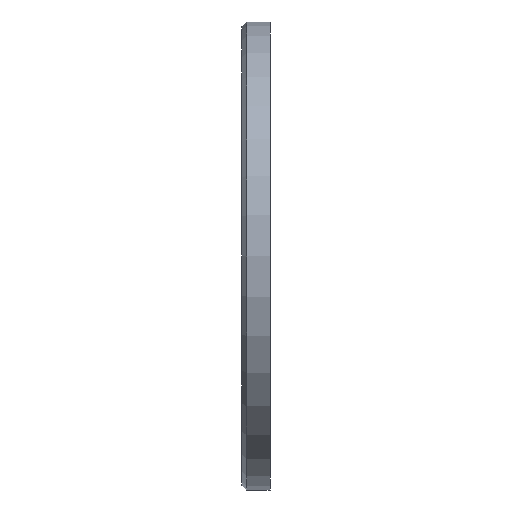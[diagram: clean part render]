
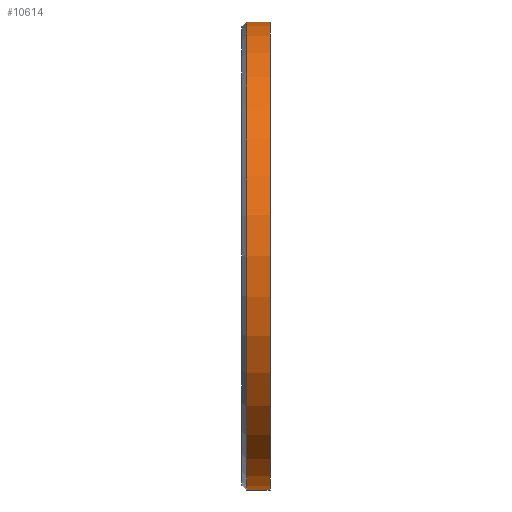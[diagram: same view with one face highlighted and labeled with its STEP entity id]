
A CAD part, left-side view. The second image highlights one B-rep face of the part: STEP entity #10614.
In plain terms, the highlighted cylindrical face has radius 50 mm (diameter 100 mm), a partial arc.
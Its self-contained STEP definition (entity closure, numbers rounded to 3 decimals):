
#173 = CARTESIAN_POINT ( 'NONE',  ( 0., 0., -50. ) ) ;
#391 = ORIENTED_EDGE ( 'NONE', *, *, #12905, .F. ) ;
#1673 = VECTOR ( 'NONE', #11186, 1000. ) ;
#1757 = AXIS2_PLACEMENT_3D ( 'NONE', #4617, #14142, #3211 ) ;
#2611 = CARTESIAN_POINT ( 'NONE',  ( 0., 0., 50. ) ) ;
#3171 = VERTEX_POINT ( 'NONE', #173 ) ;
#3211 = DIRECTION ( 'NONE',  ( 0., 0., 1. ) ) ;
#3363 = AXIS2_PLACEMENT_3D ( 'NONE', #10401, #11437, #4130 ) ;
#3717 = VERTEX_POINT ( 'NONE', #15564 ) ;
#3947 = LINE ( 'NONE', #5132, #1673 ) ;
#4130 = DIRECTION ( 'NONE',  ( 0., 0., -1. ) ) ;
#4356 = EDGE_CURVE ( 'NONE', #3717, #3171, #10532, .T. ) ;
#4617 = CARTESIAN_POINT ( 'NONE',  ( 0., 0., 0. ) ) ;
#5132 = CARTESIAN_POINT ( 'NONE',  ( 0., 6., 50. ) ) ;
#5137 = CARTESIAN_POINT ( 'NONE',  ( 0., 5., 0. ) ) ;
#5263 = AXIS2_PLACEMENT_3D ( 'NONE', #5137, #13581, #10061 ) ;
#5637 = ORIENTED_EDGE ( 'NONE', *, *, #15298, .T. ) ;
#5816 = CARTESIAN_POINT ( 'NONE',  ( 0., 5., 50. ) ) ;
#6322 = VERTEX_POINT ( 'NONE', #2611 ) ;
#6780 = CYLINDRICAL_SURFACE ( 'NONE', #3363, 50. ) ;
#8270 = CIRCLE ( 'NONE', #5263, 50. ) ;
#9175 = VERTEX_POINT ( 'NONE', #5816 ) ;
#9513 = ORIENTED_EDGE ( 'NONE', *, *, #10655, .T. ) ;
#9793 = VECTOR ( 'NONE', #14447, 1000. ) ;
#10061 = DIRECTION ( 'NONE',  ( 0., 0., 1. ) ) ;
#10081 = EDGE_LOOP ( 'NONE', ( #391, #5637, #12972, #9513 ) ) ;
#10401 = CARTESIAN_POINT ( 'NONE',  ( 0., 6., 0. ) ) ;
#10532 = LINE ( 'NONE', #10711, #9793 ) ;
#10614 = ADVANCED_FACE ( 'NONE', ( #15546 ), #6780, .T. ) ;
#10655 = EDGE_CURVE ( 'NONE', #3171, #6322, #15171, .T. ) ;
#10711 = CARTESIAN_POINT ( 'NONE',  ( 0., 6., -50. ) ) ;
#11186 = DIRECTION ( 'NONE',  ( 0., -1., 0. ) ) ;
#11437 = DIRECTION ( 'NONE',  ( 0., -1., 0. ) ) ;
#12905 = EDGE_CURVE ( 'NONE', #9175, #6322, #3947, .T. ) ;
#12972 = ORIENTED_EDGE ( 'NONE', *, *, #4356, .T. ) ;
#13581 = DIRECTION ( 'NONE',  ( 0., -1., 0. ) ) ;
#14142 = DIRECTION ( 'NONE',  ( 0., 1., 0. ) ) ;
#14447 = DIRECTION ( 'NONE',  ( 0., -1., 0. ) ) ;
#15171 = CIRCLE ( 'NONE', #1757, 50. ) ;
#15298 = EDGE_CURVE ( 'NONE', #9175, #3717, #8270, .T. ) ;
#15546 = FACE_OUTER_BOUND ( 'NONE', #10081, .T. ) ;
#15564 = CARTESIAN_POINT ( 'NONE',  ( 0., 5., -50. ) ) ;
